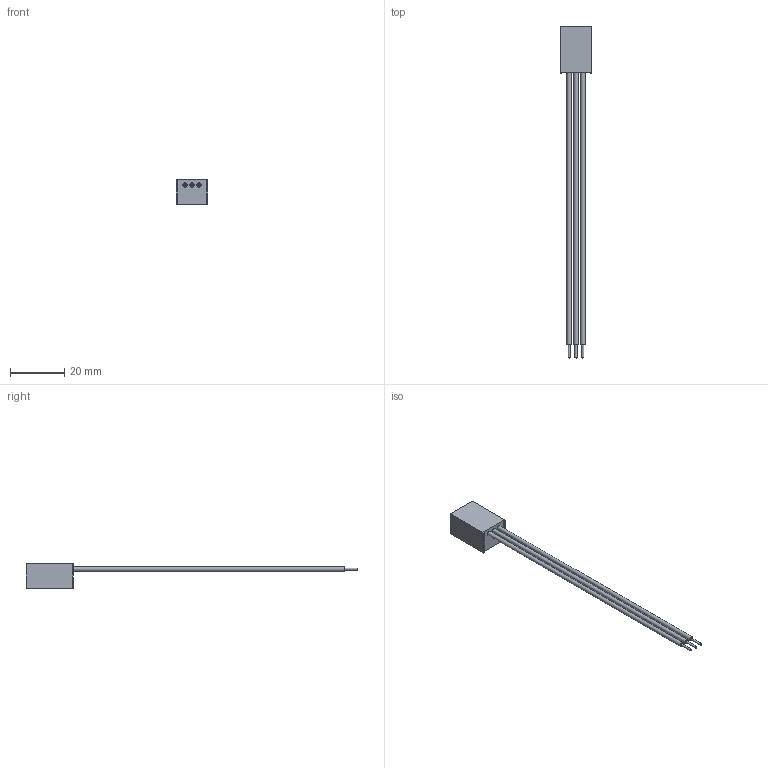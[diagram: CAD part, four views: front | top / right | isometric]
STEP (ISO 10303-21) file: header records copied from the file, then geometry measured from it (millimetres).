
FILE_DESCRIPTION(('FreeCAD Model'),'2;1');
FILE_NAME('Open CASCADE Shape Model','2024-06-26T11:52:07',(''),(''), 'Open CASCADE STEP processor 7.6','FreeCAD','Unknown');
FILE_SCHEMA(('AUTOMOTIVE_DESIGN { 1 0 10303 214 1 1 1 1 }'));
Length unit declared in the file: millimetre
Products named in the file (8): _8B2W; Extrude005; Extrude008; Extrude007; Extrude004; Extrude006; Extrude003; case
Assembly tree (7 placements, depth 2):
  _8B2W
    Extrude005
    Extrude008
    Extrude007
    Extrude004
    Extrude006
    Extrude003
    case
Bounding box: 11.5 x 122.5 x 9 mm (x, y, z)
Volume: 2376.8 mm3; surface area: 2488.6 mm2
Topology: 7 solids, 7 shells, 34 faces, 52 edges, 32 vertices
Faces by surface type: plane 28, cylinder 6
Full cylindrical faces by diameter (mm): 0.75 x3, 1.6 x3
Entity records: 1619 total; most frequent: DIRECTION 252, CARTESIAN_POINT 230, LINE 132, VECTOR 132, ORIENTED_EDGE 104, PCURVE 104, DEFINITIONAL_REPRESENTATION 104, AXIS2_PLACEMENT_3D 54
